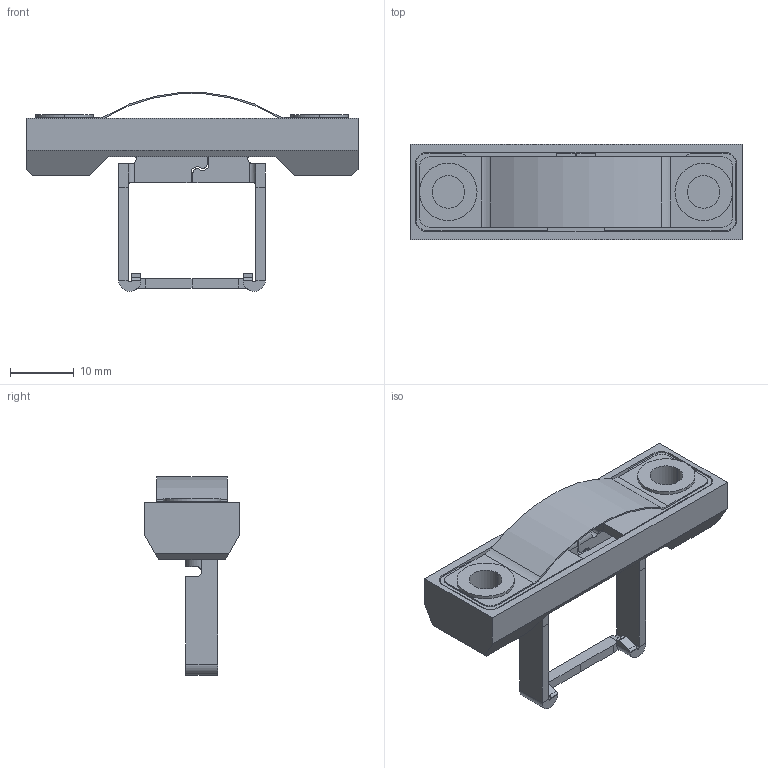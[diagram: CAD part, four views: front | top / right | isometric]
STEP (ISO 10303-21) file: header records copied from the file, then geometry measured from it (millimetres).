
FILE_DESCRIPTION((''),'2;1');
FILE_NAME('212877_ASM','2019-08-09T10:00:32',('pdmadmin'),('BANNER ENGINEERING'),'CREO PARAMETRIC BY PTC INC, 2018300','CREO PARAMETRIC BY PTC INC, 2018300','');
FILE_SCHEMA(('CONFIG_CONTROL_DESIGN'));
Length unit declared in the file: millimetre
Products named in the file (6): 47896---SI-QS-SSA-4_PART_1; 47896---SI-QS-SSA-4_PART_2; 47896---SI-QS-SSA-4_PART_3; 47896---SI-QS-SSA-4_PART_4; 47896---SI-QS-SSA-4_ASM; 212877_ASM
Assembly tree (6 placements, depth 3):
  212877_ASM
    47896---SI-QS-SSA-4_ASM
      47896---SI-QS-SSA-4_PART_1
      47896---SI-QS-SSA-4_PART_2
      47896---SI-QS-SSA-4_PART_3
      47896---SI-QS-SSA-4_PART_4  x2
Bounding box: 52 x 15 x 31.12 mm (x, y, z)
Volume: 3758 mm3; surface area: 6770.8 mm2
Topology: 5 solids, 5 shells, 315 faces, 816 edges, 518 vertices
Faces by surface type: plane 201, cylinder 96, cone 8, bspline 6, torus 4
Entity records: 9591 total; most frequent: CARTESIAN_POINT 1902, DIRECTION 1592, ORIENTED_EDGE 1576, EDGE_CURVE 788, VECTOR 560, LINE 560, AXIS2_PLACEMENT_3D 516, VERTEX_POINT 500
